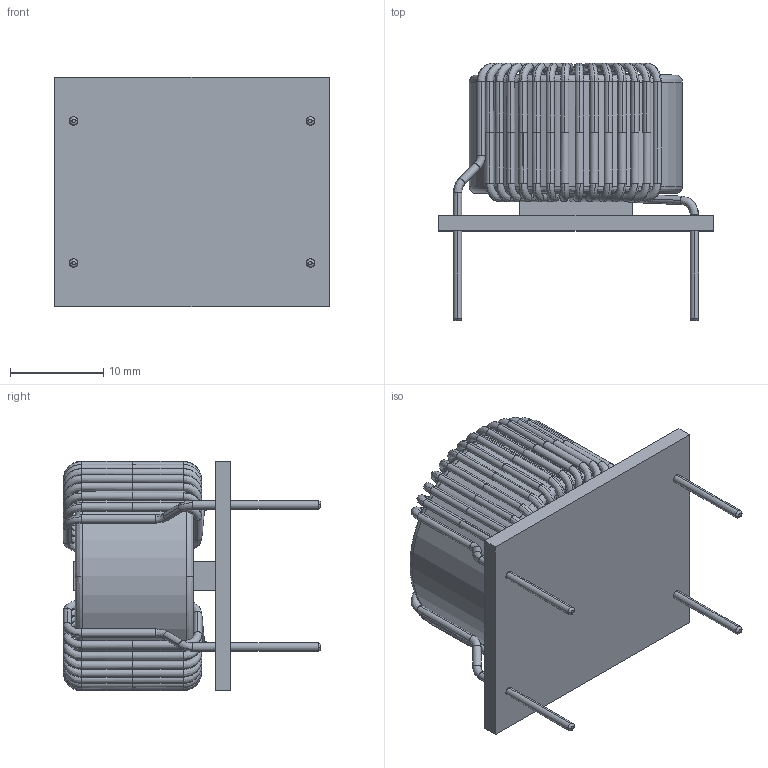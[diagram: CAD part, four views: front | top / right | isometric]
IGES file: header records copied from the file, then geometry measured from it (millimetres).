
Start section: SolidWorks IGES file using analytic representation for surfaces
Global section: file name: 31895r7.IGS; native system: SolidWorks 2010; preprocessor: SolidWorks 2010; author: kkamath; date: 110705.094549; units: inch
Bounding box: 29.46 x 27.62 x 24.64 mm (x, y, z)
Surface area: 6971.7 mm2 (no closed solid volume)
Topology: 0 solids, 0 shells, 641 faces, 5236 edges, 5232 vertices
Faces by surface type: revolution 352, bspline 289
